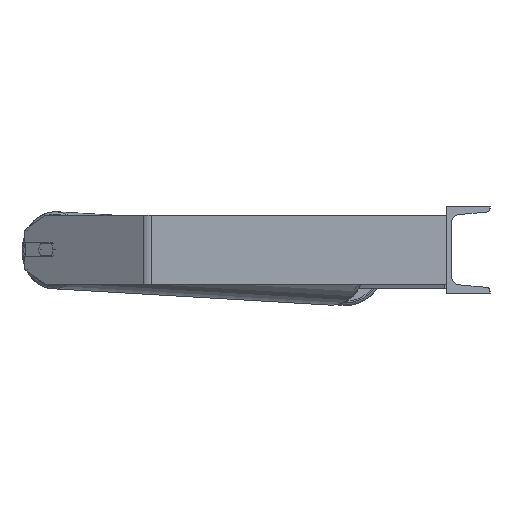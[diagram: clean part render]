
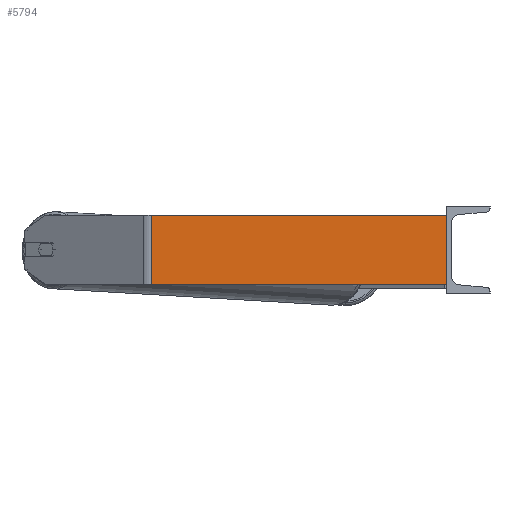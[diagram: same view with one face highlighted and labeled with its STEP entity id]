
A CAD part, left-side view. The second image highlights one B-rep face of the part: STEP entity #5794.
In plain terms, the highlighted planar face has unit normal (-1, 0, 0).
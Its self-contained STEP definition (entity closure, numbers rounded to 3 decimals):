
#18 = CARTESIAN_POINT ( 'NONE',  ( -885., 346.058, -40. ) ) ;
#430 = VERTEX_POINT ( 'NONE', #5025 ) ;
#446 = DIRECTION ( 'NONE',  ( 1., 0., 0. ) ) ;
#888 = LINE ( 'NONE', #18, #7760 ) ;
#1151 = CARTESIAN_POINT ( 'NONE',  ( -885., 0., -40. ) ) ;
#1161 = FACE_OUTER_BOUND ( 'NONE', #4199, .T. ) ;
#1805 = VERTEX_POINT ( 'NONE', #1151 ) ;
#1939 = ORIENTED_EDGE ( 'NONE', *, *, #6237, .T. ) ;
#2004 = DIRECTION ( 'NONE',  ( 0., -1., 0. ) ) ;
#2080 = VERTEX_POINT ( 'NONE', #7338 ) ;
#2437 = DIRECTION ( 'NONE',  ( 0., 1., 0. ) ) ;
#2642 = CARTESIAN_POINT ( 'NONE',  ( -885., 341.013, 40. ) ) ;
#2897 = ORIENTED_EDGE ( 'NONE', *, *, #3869, .F. ) ;
#3869 = EDGE_CURVE ( 'NONE', #2080, #430, #5462, .T. ) ;
#3937 = PLANE ( 'NONE',  #6323 ) ;
#3973 = LINE ( 'NONE', #2642, #4705 ) ;
#4199 = EDGE_LOOP ( 'NONE', ( #5116, #8369, #2897, #1939 ) ) ;
#4222 = VECTOR ( 'NONE', #8867, 1000. ) ;
#4540 = VECTOR ( 'NONE', #2004, 1000. ) ;
#4705 = VECTOR ( 'NONE', #4960, 1000. ) ;
#4814 = EDGE_CURVE ( 'NONE', #7265, #1805, #888, .T. ) ;
#4960 = DIRECTION ( 'NONE',  ( 0., 0., -1. ) ) ;
#5025 = CARTESIAN_POINT ( 'NONE',  ( -885., 0., 40. ) ) ;
#5116 = ORIENTED_EDGE ( 'NONE', *, *, #4814, .T. ) ;
#5462 = LINE ( 'NONE', #8246, #4540 ) ;
#5569 = CARTESIAN_POINT ( 'NONE',  ( -885., 0., 40. ) ) ;
#5620 = LINE ( 'NONE', #5569, #4222 ) ;
#5657 = DIRECTION ( 'NONE',  ( 0., -1., 0. ) ) ;
#5794 = ADVANCED_FACE ( 'NONE', ( #1161 ), #3937, .F. ) ;
#6237 = EDGE_CURVE ( 'NONE', #2080, #7265, #3973, .T. ) ;
#6323 = AXIS2_PLACEMENT_3D ( 'NONE', #8817, #446, #2437 ) ;
#6647 = EDGE_CURVE ( 'NONE', #430, #1805, #5620, .T. ) ;
#7265 = VERTEX_POINT ( 'NONE', #8020 ) ;
#7338 = CARTESIAN_POINT ( 'NONE',  ( -885., 341.013, 40. ) ) ;
#7760 = VECTOR ( 'NONE', #5657, 1000. ) ;
#8020 = CARTESIAN_POINT ( 'NONE',  ( -885., 341.013, -40. ) ) ;
#8246 = CARTESIAN_POINT ( 'NONE',  ( -885., 346.058, 40. ) ) ;
#8369 = ORIENTED_EDGE ( 'NONE', *, *, #6647, .F. ) ;
#8817 = CARTESIAN_POINT ( 'NONE',  ( -885., 346.058, 40. ) ) ;
#8867 = DIRECTION ( 'NONE',  ( 0., 0., -1. ) ) ;
